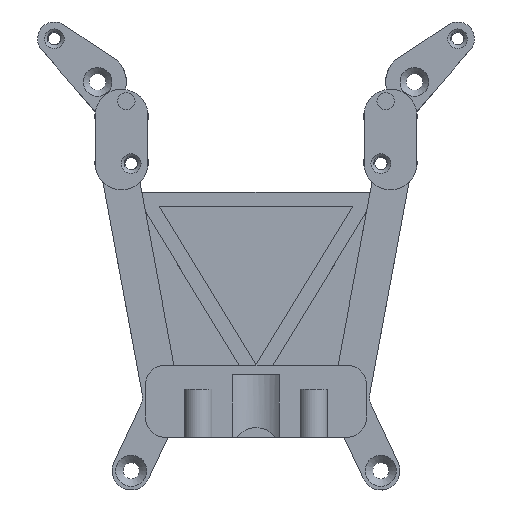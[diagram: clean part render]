
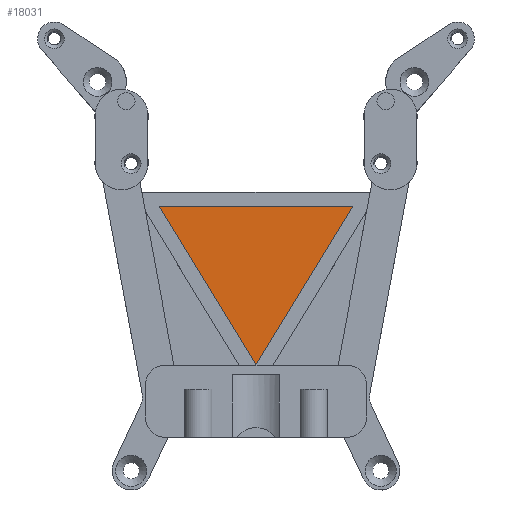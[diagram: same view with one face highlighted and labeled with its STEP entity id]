
A CAD part, top view. The second image highlights one B-rep face of the part: STEP entity #18031.
In plain terms, the highlighted planar face has unit normal (0, 0, 1).
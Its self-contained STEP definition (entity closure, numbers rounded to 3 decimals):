
#15158 = VERTEX_POINT('',#15159);
#15159 = CARTESIAN_POINT('',(-20.149,-109.,31.));
#15165 = EDGE_CURVE('',#15158,#15166,#15168,.T.);
#15166 = VERTEX_POINT('',#15167);
#15167 = CARTESIAN_POINT('',(20.149,-109.,31.));
#15168 = LINE('',#15169,#15170);
#15169 = CARTESIAN_POINT('',(0.,-109.,31.));
#15170 = VECTOR('',#15171,1.);
#15171 = DIRECTION('',(1.,0.,0.));
#15188 = EDGE_CURVE('',#15166,#15189,#15191,.T.);
#15189 = VERTEX_POINT('',#15190);
#15190 = CARTESIAN_POINT('',(0.,-141.95,31.));
#15191 = LINE('',#15192,#15193);
#15192 = CARTESIAN_POINT('',(4.316,-134.893,31.));
#15193 = VECTOR('',#15194,1.);
#15194 = DIRECTION('',(-0.522,-0.853,0.));
#15212 = EDGE_CURVE('',#15189,#15158,#15213,.T.);
#15213 = LINE('',#15214,#15215);
#15214 = CARTESIAN_POINT('',(-14.39,-118.418,31.));
#15215 = VECTOR('',#15216,1.);
#15216 = DIRECTION('',(-0.522,0.853,0.));
#18031 = ADVANCED_FACE('',(#18032),#18037,.T.);
#18032 = FACE_BOUND('',#18033,.T.);
#18033 = EDGE_LOOP('',(#18034,#18035,#18036));
#18034 = ORIENTED_EDGE('',*,*,#15212,.F.);
#18035 = ORIENTED_EDGE('',*,*,#15188,.F.);
#18036 = ORIENTED_EDGE('',*,*,#15165,.F.);
#18037 = PLANE('',#18038);
#18038 = AXIS2_PLACEMENT_3D('',#18039,#18040,#18041);
#18039 = CARTESIAN_POINT('',(0.,-122.557,31.));
#18040 = DIRECTION('',(0.,0.,1.));
#18041 = DIRECTION('',(1.,0.,0.));
